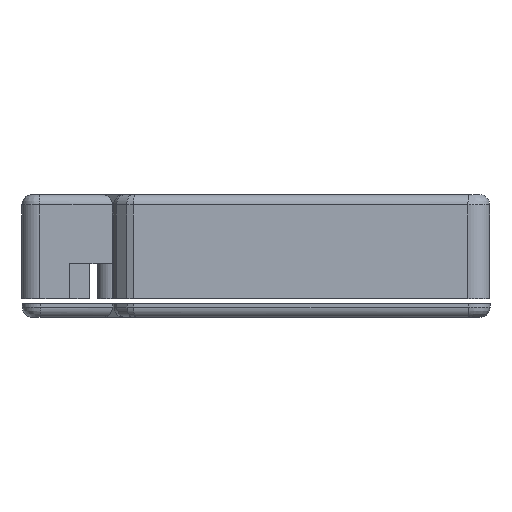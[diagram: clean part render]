
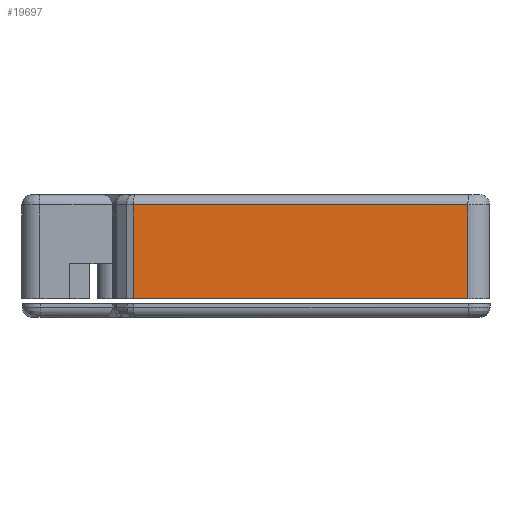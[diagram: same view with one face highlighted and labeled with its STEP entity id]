
A CAD part, left-side view. The second image highlights one B-rep face of the part: STEP entity #19697.
In plain terms, the highlighted planar face has unit normal (-1, 0, 0).
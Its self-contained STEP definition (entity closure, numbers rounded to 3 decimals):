
#2497=FACE_OUTER_BOUND('',#3916,.T.);
#3916=EDGE_LOOP('',(#14486,#14487,#14488,#14489));
#5074=LINE('',#27156,#6814);
#5106=LINE('',#27308,#6846);
#5107=LINE('',#27312,#6847);
#5108=LINE('',#27313,#6848);
#6814=VECTOR('',#23171,10.);
#6846=VECTOR('',#23255,10.);
#6847=VECTOR('',#23260,10.);
#6848=VECTOR('',#23261,10.);
#8715=VERTEX_POINT('',#27104);
#8723=VERTEX_POINT('',#27155);
#8753=VERTEX_POINT('',#27307);
#8754=VERTEX_POINT('',#27311);
#10873=EDGE_CURVE('',#8723,#8715,#5074,.T.);
#10918=EDGE_CURVE('',#8753,#8715,#5106,.T.);
#10920=EDGE_CURVE('',#8754,#8723,#5107,.T.);
#10921=EDGE_CURVE('',#8754,#8753,#5108,.T.);
#14486=ORIENTED_EDGE('',*,*,#10873,.F.);
#14487=ORIENTED_EDGE('',*,*,#10920,.F.);
#14488=ORIENTED_EDGE('',*,*,#10921,.T.);
#14489=ORIENTED_EDGE('',*,*,#10918,.T.);
#19042=PLANE('',#21181);
#19697=ADVANCED_FACE('',(#2497),#19042,.T.);
#21181=AXIS2_PLACEMENT_3D('',#27310,#23258,#23259);
#23171=DIRECTION('',(0.,-1.,0.));
#23255=DIRECTION('',(0.,0.,1.));
#23258=DIRECTION('center_axis',(-1.,0.,0.));
#23259=DIRECTION('ref_axis',(0.,-1.,0.));
#23260=DIRECTION('',(0.,0.,1.));
#23261=DIRECTION('',(0.,-1.,0.));
#27104=CARTESIAN_POINT('',(56.976,27.296,27.));
#27155=CARTESIAN_POINT('',(56.976,123.67,27.));
#27156=CARTESIAN_POINT('',(56.976,106.031,27.));
#27307=CARTESIAN_POINT('',(56.976,27.296,0.));
#27308=CARTESIAN_POINT('',(56.976,27.296,0.));
#27310=CARTESIAN_POINT('Origin',(56.976,123.67,0.));
#27311=CARTESIAN_POINT('',(56.976,123.67,0.));
#27312=CARTESIAN_POINT('',(56.976,123.67,0.));
#27313=CARTESIAN_POINT('',(56.976,123.67,0.));
